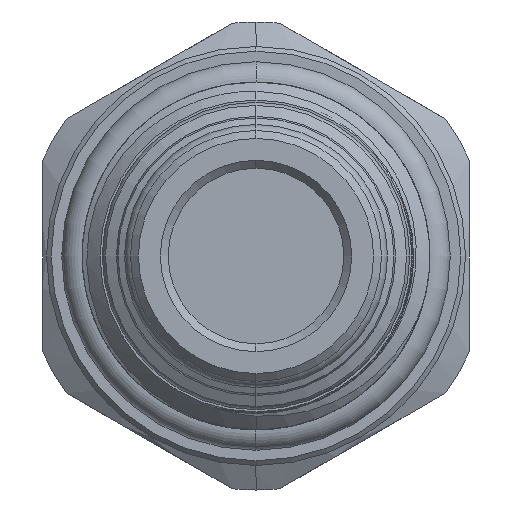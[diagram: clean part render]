
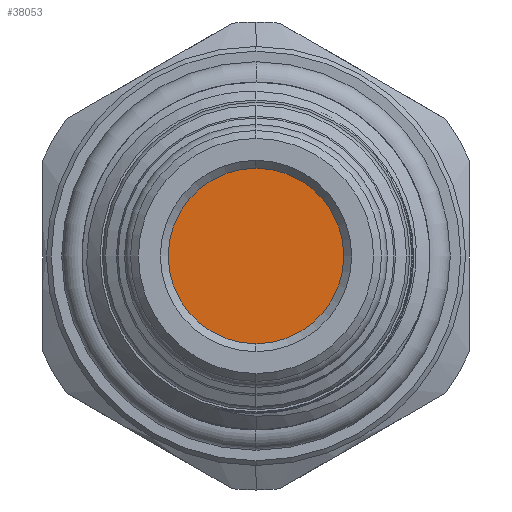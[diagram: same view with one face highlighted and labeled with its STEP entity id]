
A CAD part, left-side view. The second image highlights one B-rep face of the part: STEP entity #38053.
In plain terms, the highlighted planar face has unit normal (-1, 0, 0).
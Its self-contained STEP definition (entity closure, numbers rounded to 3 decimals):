
#171 = EDGE_CURVE ( 'NONE', #37714, #10820, #38786, .T. ) ;
#3406 = ORIENTED_EDGE ( 'NONE', *, *, #21771, .T. ) ;
#4049 = ORIENTED_EDGE ( 'NONE', *, *, #171, .T. ) ;
#6794 = FACE_OUTER_BOUND ( 'NONE', #12430, .T. ) ;
#8292 = DIRECTION ( 'NONE',  ( 0., 0., -1. ) ) ;
#10820 = VERTEX_POINT ( 'NONE', #22686 ) ;
#12021 = AXIS2_PLACEMENT_3D ( 'NONE', #22631, #31837, #22773 ) ;
#12430 = EDGE_LOOP ( 'NONE', ( #4049, #3406 ) ) ;
#13446 = CIRCLE ( 'NONE', #24855, 5.55 ) ;
#17175 = DIRECTION ( 'NONE',  ( -1., 0., 0. ) ) ;
#19298 = CARTESIAN_POINT ( 'NONE',  ( -47.836, 0., -5.55 ) ) ;
#21771 = EDGE_CURVE ( 'NONE', #10820, #37714, #13446, .T. ) ;
#22631 = CARTESIAN_POINT ( 'NONE',  ( -47.836, 0., 0. ) ) ;
#22686 = CARTESIAN_POINT ( 'NONE',  ( -47.836, 0., 5.55 ) ) ;
#22773 = DIRECTION ( 'NONE',  ( 0., 0., -1. ) ) ;
#24271 = CARTESIAN_POINT ( 'NONE',  ( -47.836, 0., 0. ) ) ;
#24855 = AXIS2_PLACEMENT_3D ( 'NONE', #24271, #27240, #36678 ) ;
#27240 = DIRECTION ( 'NONE',  ( -1., 0., 0. ) ) ;
#31837 = DIRECTION ( 'NONE',  ( 1., 0., 0. ) ) ;
#35206 = PLANE ( 'NONE',  #12021 ) ;
#35666 = CARTESIAN_POINT ( 'NONE',  ( -47.836, 0., 0. ) ) ;
#36678 = DIRECTION ( 'NONE',  ( 0., 0., -1. ) ) ;
#37130 = AXIS2_PLACEMENT_3D ( 'NONE', #35666, #17175, #8292 ) ;
#37714 = VERTEX_POINT ( 'NONE', #19298 ) ;
#38053 = ADVANCED_FACE ( 'NONE', ( #6794 ), #35206, .F. ) ;
#38786 = CIRCLE ( 'NONE', #37130, 5.55 ) ;
